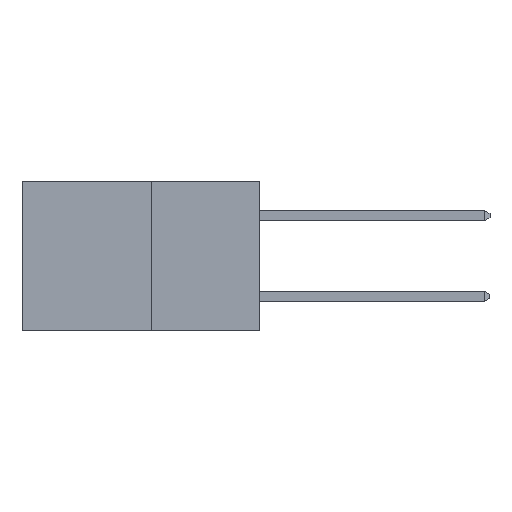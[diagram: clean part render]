
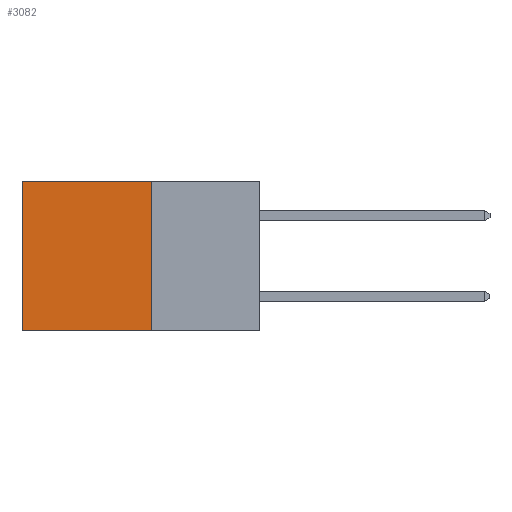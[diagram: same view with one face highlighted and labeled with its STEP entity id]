
A CAD part, left-side view. The second image highlights one B-rep face of the part: STEP entity #3082.
In plain terms, the highlighted planar face has unit normal (-1, 0, 0).
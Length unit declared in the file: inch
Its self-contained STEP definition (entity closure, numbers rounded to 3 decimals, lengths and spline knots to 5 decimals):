
#37 = ORIENTED_EDGE ( 'NONE', *, *, #5207, .T. ) ;
#548 = ORIENTED_EDGE ( 'NONE', *, *, #1290, .T. ) ;
#654 = VERTEX_POINT ( 'NONE', #2087 ) ;
#859 = VECTOR ( 'NONE', #5802, 39.37008 ) ;
#1267 = LINE ( 'NONE', #5706, #859 ) ;
#1290 = EDGE_CURVE ( 'NONE', #4675, #5011, #2189, .T. ) ;
#2087 = CARTESIAN_POINT ( 'NONE',  ( 0.277, 0.27, -0.37 ) ) ;
#2189 = LINE ( 'NONE', #8369, #7370 ) ;
#2272 = CARTESIAN_POINT ( 'NONE',  ( 0.277, 0.59, -0.37 ) ) ;
#2512 = ORIENTED_EDGE ( 'NONE', *, *, #5786, .F. ) ;
#2913 = AXIS2_PLACEMENT_3D ( 'NONE', #5372, #7550, #7070 ) ;
#3082 = ADVANCED_FACE ( 'NONE', ( #6452 ), #3442, .F. ) ;
#3442 = PLANE ( 'NONE',  #2913 ) ;
#4161 = LINE ( 'NONE', #6540, #7603 ) ;
#4675 = VERTEX_POINT ( 'NONE', #7465 ) ;
#5011 = VERTEX_POINT ( 'NONE', #2272 ) ;
#5207 = EDGE_CURVE ( 'NONE', #5407, #4675, #6623, .T. ) ;
#5372 = CARTESIAN_POINT ( 'NONE',  ( 0.277, 0.27, -0.37 ) ) ;
#5407 = VERTEX_POINT ( 'NONE', #8221 ) ;
#5635 = DIRECTION ( 'NONE',  ( 0., 1., 0. ) ) ;
#5648 = CARTESIAN_POINT ( 'NONE',  ( 0.277, 0.27, 0. ) ) ;
#5706 = CARTESIAN_POINT ( 'NONE',  ( 0.277, 0.27, -0.37 ) ) ;
#5786 = EDGE_CURVE ( 'NONE', #654, #5011, #1267, .T. ) ;
#5802 = DIRECTION ( 'NONE',  ( 0., 1., 0. ) ) ;
#5848 = DIRECTION ( 'NONE',  ( 0., 0., -1. ) ) ;
#6190 = EDGE_LOOP ( 'NONE', ( #548, #2512, #6631, #37 ) ) ;
#6452 = FACE_OUTER_BOUND ( 'NONE', #6190, .T. ) ;
#6462 = DIRECTION ( 'NONE',  ( 0., 0., -1. ) ) ;
#6523 = VECTOR ( 'NONE', #5635, 39.37008 ) ;
#6540 = CARTESIAN_POINT ( 'NONE',  ( 0.277, 0.27, -0.37 ) ) ;
#6623 = LINE ( 'NONE', #5648, #6523 ) ;
#6631 = ORIENTED_EDGE ( 'NONE', *, *, #7468, .F. ) ;
#7070 = DIRECTION ( 'NONE',  ( 0., 0., -1. ) ) ;
#7370 = VECTOR ( 'NONE', #5848, 39.37008 ) ;
#7465 = CARTESIAN_POINT ( 'NONE',  ( 0.277, 0.59, 0. ) ) ;
#7468 = EDGE_CURVE ( 'NONE', #5407, #654, #4161, .T. ) ;
#7550 = DIRECTION ( 'NONE',  ( 1., 0., 0. ) ) ;
#7603 = VECTOR ( 'NONE', #6462, 39.37008 ) ;
#8221 = CARTESIAN_POINT ( 'NONE',  ( 0.277, 0.27, 0. ) ) ;
#8369 = CARTESIAN_POINT ( 'NONE',  ( 0.277, 0.59, -0.37 ) ) ;
